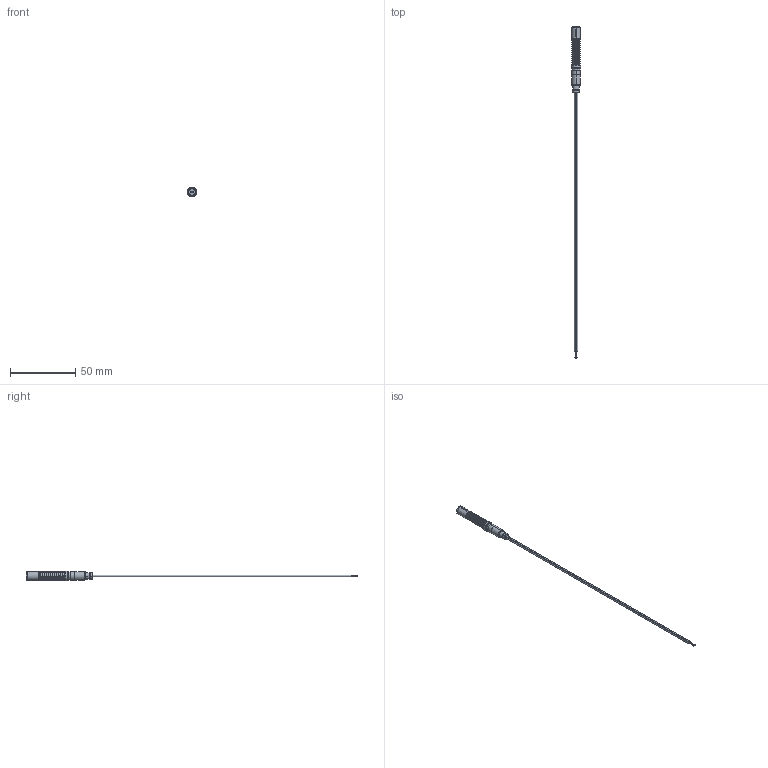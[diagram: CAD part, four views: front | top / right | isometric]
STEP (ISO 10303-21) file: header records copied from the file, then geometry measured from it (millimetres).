
FILE_DESCRIPTION (( 'STEP AP203' ), '1' );
FILE_NAME ('INGUN_TKS-691_102_650_N_xx02_L-T9.STEP', '2025-11-20T14:07:24', ( '' ), ( '' ), 'SwSTEP 2.0', 'SolidWorks 2023', '' );
FILE_SCHEMA (( 'CONFIG_CONTROL_DESIGN' ));
Length unit declared in the file: millimetre
Products named in the file (1): INGUN_TKS-691_102_650_N_xx02_L-T9
Bounding box: 7.5 x 254.99 x 7.5 mm (x, y, z)
Volume: 1987.4 mm3; surface area: 3213.3 mm2
Topology: 1 solids, 1 shells, 165 faces, 432 edges, 283 vertices
Faces by surface type: plane 69, cylinder 62, bspline 24, torus 6, cone 4
Entity records: 8957 total; most frequent: CARTESIAN_POINT 4875, ORIENTED_EDGE 864, DIRECTION 820, EDGE_CURVE 432, AXIS2_PLACEMENT_3D 338, VERTEX_POINT 283, CIRCLE 196, EDGE_LOOP 181
